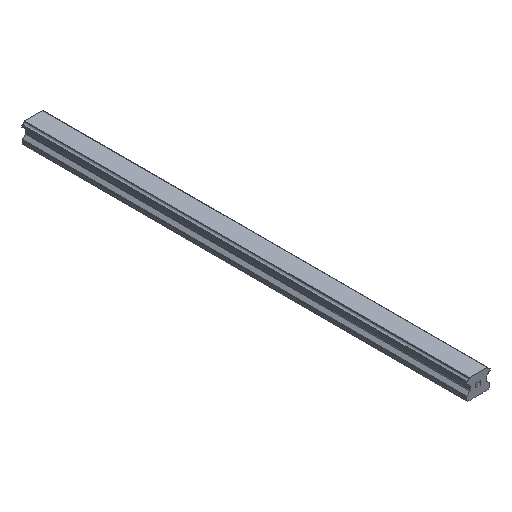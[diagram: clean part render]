
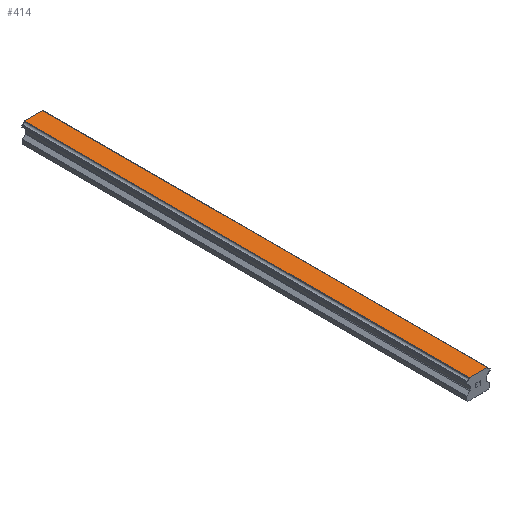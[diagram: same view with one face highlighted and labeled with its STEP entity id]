
A CAD part, isometric view. The second image highlights one B-rep face of the part: STEP entity #414.
In plain terms, the highlighted planar face has unit normal (0, 0, 1).
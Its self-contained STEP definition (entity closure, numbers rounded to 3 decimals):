
#414=ADVANCED_FACE('',(#851),#852,.T.);
#851=FACE_OUTER_BOUND('',#1312,.T.);
#852=PLANE('',#1313);
#1312=EDGE_LOOP('',(#2546,#2547,#2548,#2549));
#1313=AXIS2_PLACEMENT_3D('',#2550,#2551,#2552);
#2546=ORIENTED_EDGE('',*,*,#3152,.T.);
#2547=ORIENTED_EDGE('',*,*,#3258,.F.);
#2548=ORIENTED_EDGE('',*,*,#3014,.T.);
#2549=ORIENTED_EDGE('',*,*,#3256,.T.);
#2550=CARTESIAN_POINT('',(0.,650.0,29.));
#2551=DIRECTION('',(0.0,0.0,1.0));
#2552=DIRECTION('',(-1.0,0.0,0.0));
#3014=EDGE_CURVE('',#3695,#3693,#3696,.T.);
#3152=EDGE_CURVE('',#3926,#3924,#3927,.T.);
#3256=EDGE_CURVE('',#3693,#3926,#4053,.T.);
#3258=EDGE_CURVE('',#3695,#3924,#4055,.T.);
#3693=VERTEX_POINT('',#4649);
#3695=VERTEX_POINT('',#4652);
#3696=LINE('',#4653,#4654);
#3924=VERTEX_POINT('',#4972);
#3926=VERTEX_POINT('',#4975);
#3927=LINE('',#4976,#4977);
#4053=LINE('',#5139,#5140);
#4055=LINE('',#5142,#5143);
#4649=CARTESIAN_POINT('',(-13.251,650.0,29.));
#4652=CARTESIAN_POINT('',(13.251,650.0,29.));
#4653=CARTESIAN_POINT('',(13.251,650.0,29.));
#4654=VECTOR('',#5459,1.0);
#4972=CARTESIAN_POINT('',(13.251,0.0,29.));
#4975=CARTESIAN_POINT('',(-13.251,0.0,29.));
#4976=CARTESIAN_POINT('',(13.251,0.0,29.));
#4977=VECTOR('',#5617,1.0);
#5139=CARTESIAN_POINT('',(-13.251,650.0,29.));
#5140=VECTOR('',#5735,1.0);
#5142=CARTESIAN_POINT('',(13.251,650.0,29.));
#5143=VECTOR('',#5736,1.0);
#5459=DIRECTION('',(-1.0,0.0,0.0));
#5617=DIRECTION('',(1.0,0.0,0.0));
#5735=DIRECTION('',(0.0,-1.0,0.0));
#5736=DIRECTION('',(0.0,-1.0,0.0));
